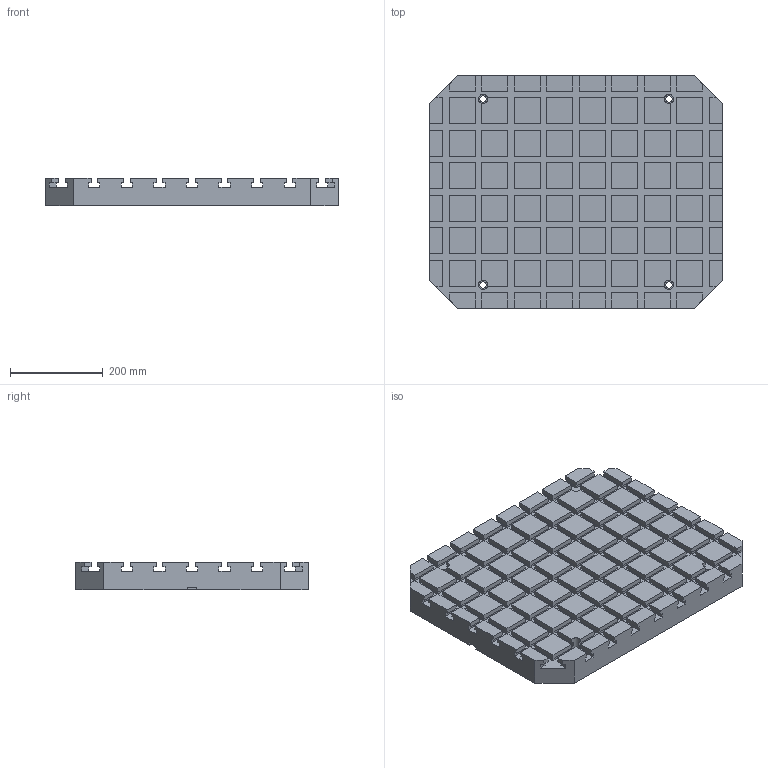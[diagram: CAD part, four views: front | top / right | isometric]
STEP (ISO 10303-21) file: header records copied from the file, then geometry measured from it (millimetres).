
FILE_DESCRIPTION(('STEP AP214'),'1');
FILE_NAME('halderv_eh_1203_500.stp','2014-06-18T12:15:59',('TraceParts'),('TraceParts S.A.'),'XStep 1.0',' ',' ');
FILE_SCHEMA(('automotive_design'));
Length unit declared in the file: millimetre
Products named in the file (1): 1
Bounding box: 630 x 500 x 60 mm (x, y, z)
Volume: 15543194.2 mm3; surface area: 1121620.6 mm2
Topology: 1 solids, 1 shells, 752 faces, 1968 edges, 1312 vertices
Faces by surface type: plane 728, cylinder 24
Entity records: 45124 total; most frequent: CARTESIAN_POINT 4033, STYLED_ITEM 4032, PRESENTATION_STYLE_ASSIGNMENT 4032, COLOUR_RGB 4032, ORIENTED_EDGE 3936, DIRECTION 3538, EDGE_CURVE 1968, CURVE_STYLE 1968
